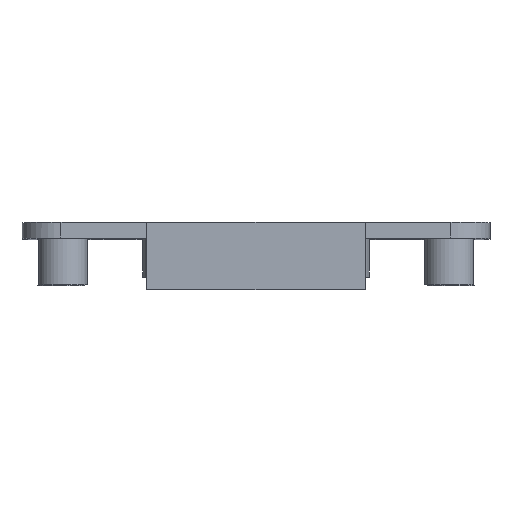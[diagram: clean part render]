
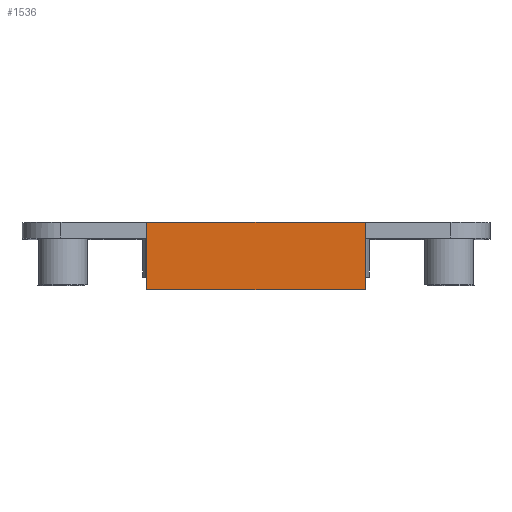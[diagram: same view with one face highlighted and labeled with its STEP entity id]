
A CAD part, top view. The second image highlights one B-rep face of the part: STEP entity #1536.
In plain terms, the highlighted planar face has unit normal (0, 0, 1).
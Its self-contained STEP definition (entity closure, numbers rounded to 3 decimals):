
#64=PLANE('',#1693);
#136=FACE_OUTER_BOUND('',#237,.T.);
#237=EDGE_LOOP('',(#1294,#1295,#1296,#1297));
#389=LINE('',#2549,#536);
#392=LINE('',#2555,#539);
#393=LINE('',#2557,#540);
#394=LINE('',#2558,#541);
#536=VECTOR('',#2068,10.);
#539=VECTOR('',#2073,10.);
#540=VECTOR('',#2074,10.);
#541=VECTOR('',#2075,10.);
#763=VERTEX_POINT('',#2546);
#764=VERTEX_POINT('',#2548);
#766=VERTEX_POINT('',#2554);
#767=VERTEX_POINT('',#2556);
#956=EDGE_CURVE('',#764,#763,#389,.T.);
#959=EDGE_CURVE('',#766,#763,#392,.T.);
#960=EDGE_CURVE('',#766,#767,#393,.T.);
#961=EDGE_CURVE('',#767,#764,#394,.T.);
#1294=ORIENTED_EDGE('',*,*,#956,.T.);
#1295=ORIENTED_EDGE('',*,*,#959,.F.);
#1296=ORIENTED_EDGE('',*,*,#960,.T.);
#1297=ORIENTED_EDGE('',*,*,#961,.T.);
#1536=ADVANCED_FACE('',(#136),#64,.T.);
#1693=AXIS2_PLACEMENT_3D('',#2553,#2071,#2072);
#2068=DIRECTION('',(0.,-1.,0.));
#2071=DIRECTION('center_axis',(0.,0.,1.));
#2072=DIRECTION('ref_axis',(-1.,0.,0.));
#2073=DIRECTION('',(-1.,0.,0.));
#2074=DIRECTION('',(0.,1.,0.));
#2075=DIRECTION('',(-1.,0.,0.));
#2546=CARTESIAN_POINT('',(-14.,-6.6,101.6));
#2548=CARTESIAN_POINT('',(-14.,2.,101.6));
#2549=CARTESIAN_POINT('',(-14.,0.,101.6));
#2553=CARTESIAN_POINT('Origin',(14.,0.,101.6));
#2554=CARTESIAN_POINT('',(14.,-6.6,101.6));
#2555=CARTESIAN_POINT('',(-14.,-6.6,101.6));
#2556=CARTESIAN_POINT('',(14.,2.,101.6));
#2557=CARTESIAN_POINT('',(14.,0.,101.6));
#2558=CARTESIAN_POINT('',(-7.,2.,101.6));
